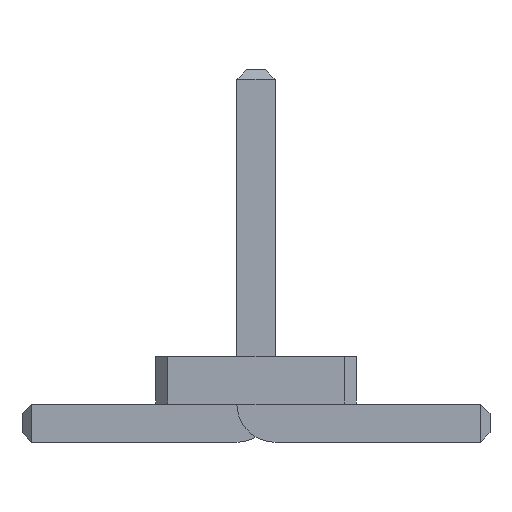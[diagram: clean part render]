
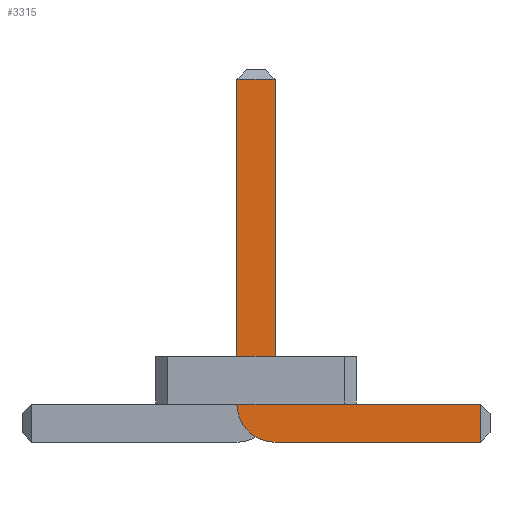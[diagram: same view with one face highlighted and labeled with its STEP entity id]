
A CAD part, front view. The second image highlights one B-rep face of the part: STEP entity #3315.
In plain terms, the highlighted planar face has unit normal (0, -1, 0).
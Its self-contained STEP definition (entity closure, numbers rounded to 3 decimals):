
#67=DIRECTION('',(1.,0.,0.));
#1466=VECTOR('',#67,1.);
#1519=DIRECTION('',(-1.,0.,0.));
#2915=VECTOR('',#1519,1.);
#3120=DIRECTION('',(-0.,1.,0.));
#3121=DIRECTION('',(0.,0.,-1.));
#3128=VECTOR('',#3129,1.);
#3129=DIRECTION('',(0.,0.,1.));
#3140=VECTOR('',#3121,1.);
#3152=DIRECTION('',(0.,1.,0.));
#3153=DIRECTION('',(1.,0.,0.));
#3160=VERTEX_POINT('',#3161);
#3161=CARTESIAN_POINT('',(2.35,-15.44,0.));
#3164=ORIENTED_EDGE('',*,*,#3165,.T.);
#3165=EDGE_CURVE('',#3160,#3166,#3168,.T.);
#3166=VERTEX_POINT('',#3167);
#3167=CARTESIAN_POINT('',(0.2,-15.44,0.));
#3168=LINE('',#3169,#2915);
#3169=CARTESIAN_POINT('',(2.45,-15.44,0.));
#3209=VERTEX_POINT('',#3210);
#3210=CARTESIAN_POINT('',(-0.2,-15.44,0.4));
#3213=EDGE_CURVE('',#3166,#3209,#3214,.T.);
#3214=CIRCLE('',#3215,0.4);
#3215=AXIS2_PLACEMENT_3D('',#3216,#3120,#3121);
#3216=CARTESIAN_POINT('',(0.2,-15.44,0.4));
#3225=VERTEX_POINT('',#3216);
#3227=ORIENTED_EDGE('',*,*,#3228,.T.);
#3228=EDGE_CURVE('',#3225,#3229,#3231,.T.);
#3229=VERTEX_POINT('',#3230);
#3230=CARTESIAN_POINT('',(2.35,-15.44,0.4));
#3231=LINE('',#3216,#1466);
#3241=ORIENTED_EDGE('',*,*,#3242,.T.);
#3242=EDGE_CURVE('',#3209,#3243,#3245,.T.);
#3243=VERTEX_POINT('',#3244);
#3244=CARTESIAN_POINT('',(-0.2,-15.44,3.8));
#3245=LINE('',#3246,#3128);
#3246=CARTESIAN_POINT('',(-0.2,-15.44,0.));
#3259=VERTEX_POINT('',#3260);
#3260=CARTESIAN_POINT('',(0.2,-15.44,3.8));
#3262=ORIENTED_EDGE('',*,*,#3263,.T.);
#3263=EDGE_CURVE('',#3259,#3225,#3264,.T.);
#3264=LINE('',#3265,#3140);
#3265=CARTESIAN_POINT('',(0.2,-15.44,3.9));
#3315=ADVANCED_FACE('',(#3316),#3325,.F.);
#3316=FACE_BOUND('',#3317,.F.);
#3317=EDGE_LOOP('',(#3164,#3318,#3241,#3319,#3262,#3227,#3322));
#3318=ORIENTED_EDGE('',*,*,#3213,.T.);
#3319=ORIENTED_EDGE('',*,*,#3320,.T.);
#3320=EDGE_CURVE('',#3243,#3259,#3321,.T.);
#3321=LINE('',#3244,#1466);
#3322=ORIENTED_EDGE('',*,*,#3323,.T.);
#3323=EDGE_CURVE('',#3229,#3160,#3324,.T.);
#3324=LINE('',#3230,#3140);
#3325=PLANE('',#3326);
#3326=AXIS2_PLACEMENT_3D('',#3327,#3152,#3153);
#3327=CARTESIAN_POINT('',(0.524,-15.44,1.349));
